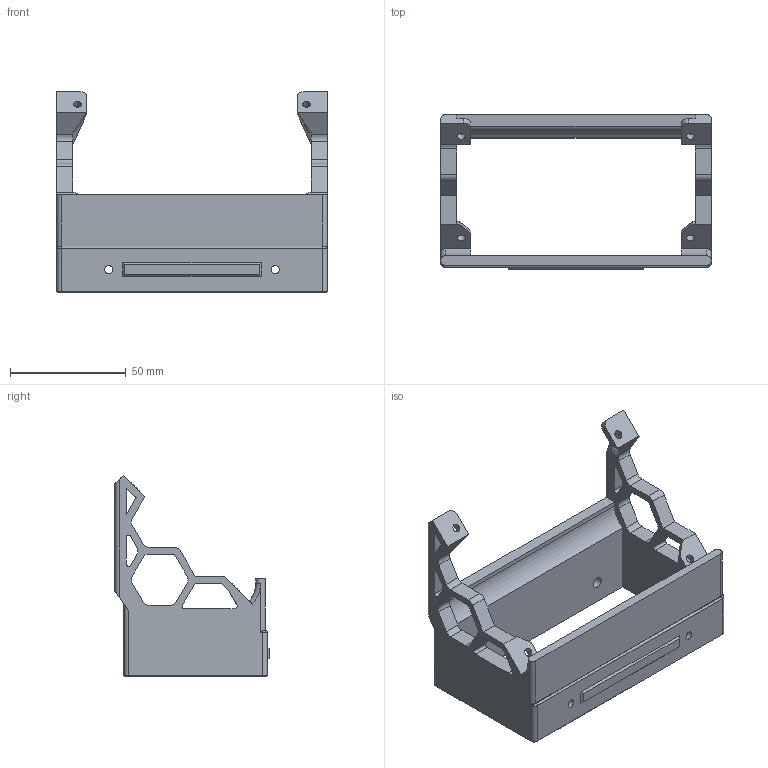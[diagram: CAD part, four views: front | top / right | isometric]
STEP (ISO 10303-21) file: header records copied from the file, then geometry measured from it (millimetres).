
FILE_DESCRIPTION(/* description */ (''),/* implementation_level */ '2;1');
FILE_NAME(/* name */ 'BTT_Pi_TFT50_45_degree_mount_click_clack.step',/* time_stamp */ '2024-07-29T21:17:46-05:00',/* author */ (''),/* organization */ (''),/* preprocessor_version */ 'ST-DEVELOPER v20',/* originating_system */ 'Autodesk Translation Framework v13.14.0.145',/* authorisation */ '');
FILE_SCHEMA (('AUTOMOTIVE_DESIGN { 1 0 10303 214 3 1 1 }'));
Length unit declared in the file: millimetre
Products named in the file (2): PITFT50_45_degree_mount; BTT PITFT50 Mount v1
Assembly tree (1 placements, depth 2):
  PITFT50_45_degree_mount
    BTT PITFT50 Mount v1
Bounding box: 117 x 66.8 x 87 mm (x, y, z)
Volume: 84609.7 mm3; surface area: 37190.8 mm2
Topology: 1 solids, 1 shells, 161 faces, 457 edges, 296 vertices
Faces by surface type: plane 89, cylinder 54, cone 8, torus 6, bspline 4
Full cylindrical faces by diameter (mm): 3.5 x6, 4.7 x2, 6 x2
Entity records: 5411 total; most frequent: CARTESIAN_POINT 1033, ORIENTED_EDGE 914, DIRECTION 893, EDGE_CURVE 457, LINE 317, VECTOR 317, VERTEX_POINT 296, AXIS2_PLACEMENT_3D 288
